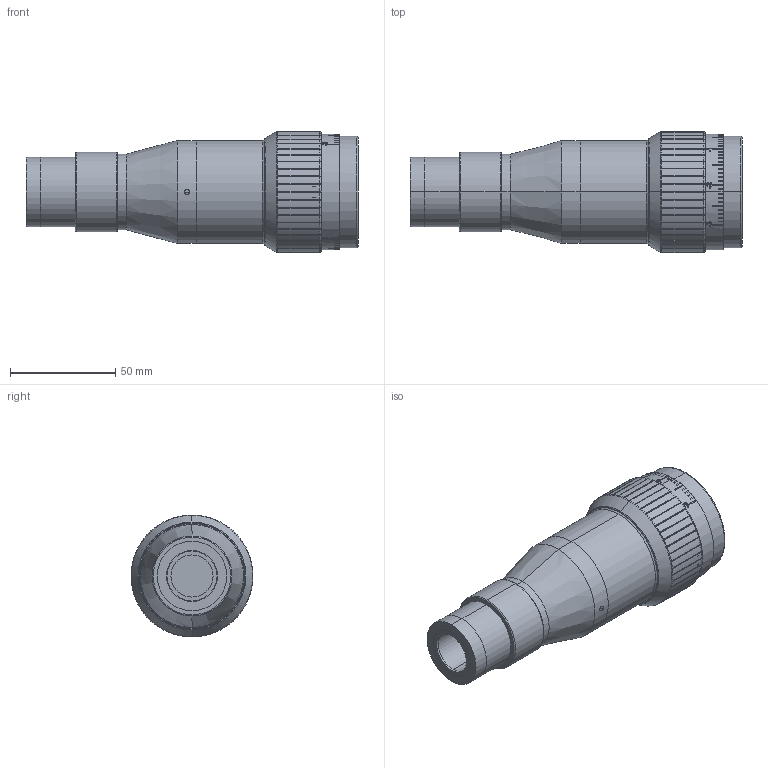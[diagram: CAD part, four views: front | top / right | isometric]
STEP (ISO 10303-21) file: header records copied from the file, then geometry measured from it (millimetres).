
FILE_DESCRIPTION (( 'STEP AP203' ), '1' );
FILE_NAME ('S6EXZ5075_075_05.STEP', '2018-02-15T06:08:16', ( '' ), ( '' ), 'SwSTEP 2.0', 'SolidWorks 2017', '' );
FILE_SCHEMA (( 'CONFIG_CONTROL_DESIGN' ));
Length unit declared in the file: millimetre
Products named in the file (1): S6EXZ5075_075_05
Bounding box: 157.97 x 58 x 58 mm (x, y, z)
Volume: 228798 mm3; surface area: 33645.1 mm2
Topology: 1 solids, 1 shells, 698 faces, 1800 edges, 1192 vertices
Faces by surface type: plane 407, cylinder 147, bspline 70, torus 64, cone 10
Entity records: 31802 total; most frequent: CARTESIAN_POINT 15286, ORIENTED_EDGE 3600, DIRECTION 3110, EDGE_CURVE 1800, VERTEX_POINT 1192, AXIS2_PLACEMENT_3D 1137, LINE 836, VECTOR 836
